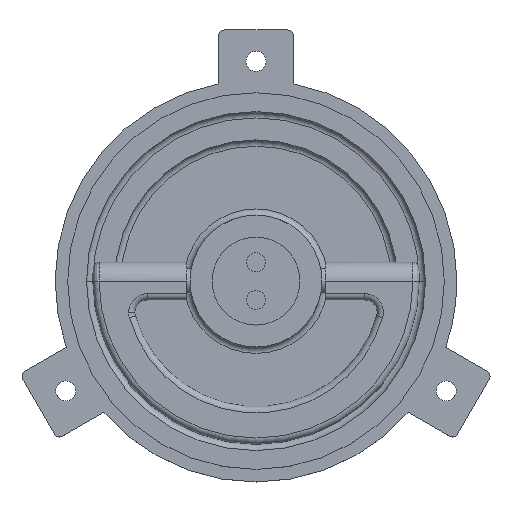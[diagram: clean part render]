
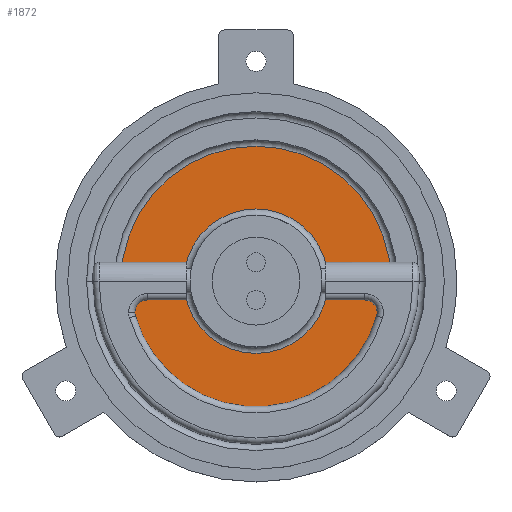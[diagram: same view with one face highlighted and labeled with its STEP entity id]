
A CAD part, top view. The second image highlights one B-rep face of the part: STEP entity #1872.
In plain terms, the highlighted planar face has unit normal (0, 0, 1).
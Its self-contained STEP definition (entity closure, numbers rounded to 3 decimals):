
#298 = EDGE_CURVE ( 'NONE', #5917, #5942, #7739, .T. ) ;
#713 = CARTESIAN_POINT ( 'NONE',  ( 0., 0., -10.5 ) ) ;
#714 = DIRECTION ( 'NONE',  ( 0., 0., 1. ) ) ;
#715 = DIRECTION ( 'NONE',  ( 1., 0., 0. ) ) ;
#1343 = EDGE_LOOP ( 'NONE', ( #2977, #2975 ) ) ;
#1344 = EDGE_LOOP ( 'NONE', ( #2979, #2978 ) ) ;
#1571 = FACE_BOUND ( 'NONE', #1344, .T. ) ;
#1588 = FACE_OUTER_BOUND ( 'NONE', #1343, .T. ) ;
#1594 = AXIS2_PLACEMENT_3D ( 'NONE', #7334, #7335, #7336 ) ;
#1659 = AXIS2_PLACEMENT_3D ( 'NONE', #7586, #7587, #7588 ) ;
#1694 = AXIS2_PLACEMENT_3D ( 'NONE', #7454, #7455, #7456 ) ;
#1872 = ADVANCED_FACE ( 'NONE', ( #1571, #1588 ), #7333, .F. ) ;
#1910 = EDGE_CURVE ( 'NONE', #5942, #5917, #7915, .T. ) ;
#1932 = CARTESIAN_POINT ( 'NONE',  ( 11.5, 0., -10.5 ) ) ;
#2926 = EDGE_CURVE ( 'NONE', #6004, #5922, #7927, .T. ) ;
#2975 = ORIENTED_EDGE ( 'NONE', *, *, #1910, .T. ) ;
#2977 = ORIENTED_EDGE ( 'NONE', *, *, #298, .T. ) ;
#2978 = ORIENTED_EDGE ( 'NONE', *, *, #3504, .F. ) ;
#2979 = ORIENTED_EDGE ( 'NONE', *, *, #2926, .F. ) ;
#3192 = AXIS2_PLACEMENT_3D ( 'NONE', #713, #714, #715 ) ;
#3504 = EDGE_CURVE ( 'NONE', #5922, #6004, #7855, .T. ) ;
#4199 = AXIS2_PLACEMENT_3D ( 'NONE', #5568, #5569, #5570 ) ;
#4804 = CARTESIAN_POINT ( 'NONE',  ( 21.5, 0., -10.5 ) ) ;
#4809 = CARTESIAN_POINT ( 'NONE',  ( -11.5, 0., -10.5 ) ) ;
#4814 = CARTESIAN_POINT ( 'NONE',  ( -21.5, 0., -10.5 ) ) ;
#5568 = CARTESIAN_POINT ( 'NONE',  ( 0., 0., -10.5 ) ) ;
#5569 = DIRECTION ( 'NONE',  ( 0., 0., 1. ) ) ;
#5570 = DIRECTION ( 'NONE',  ( 1., 0., 0. ) ) ;
#5917 = VERTEX_POINT ( 'NONE', #4804 ) ;
#5922 = VERTEX_POINT ( 'NONE', #4809 ) ;
#5942 = VERTEX_POINT ( 'NONE', #4814 ) ;
#6004 = VERTEX_POINT ( 'NONE', #1932 ) ;
#7333 = PLANE ( 'NONE',  #1594 ) ;
#7334 = CARTESIAN_POINT ( 'NONE',  ( 0., -11.5, -10.5 ) ) ;
#7335 = DIRECTION ( 'NONE',  ( 0., 0., -1. ) ) ;
#7336 = DIRECTION ( 'NONE',  ( -1., 0., 0. ) ) ;
#7454 = CARTESIAN_POINT ( 'NONE',  ( 0., 0., -10.5 ) ) ;
#7455 = DIRECTION ( 'NONE',  ( 0., 0., 1. ) ) ;
#7456 = DIRECTION ( 'NONE',  ( 1., 0., 0. ) ) ;
#7586 = CARTESIAN_POINT ( 'NONE',  ( 0., 0., -10.5 ) ) ;
#7587 = DIRECTION ( 'NONE',  ( 0., 0., 1. ) ) ;
#7588 = DIRECTION ( 'NONE',  ( 1., 0., 0. ) ) ;
#7739 = CIRCLE ( 'NONE', #4199, 21.5 ) ;
#7855 = CIRCLE ( 'NONE', #3192, 11.5 ) ;
#7915 = CIRCLE ( 'NONE', #1694, 21.5 ) ;
#7927 = CIRCLE ( 'NONE', #1659, 11.5 ) ;
